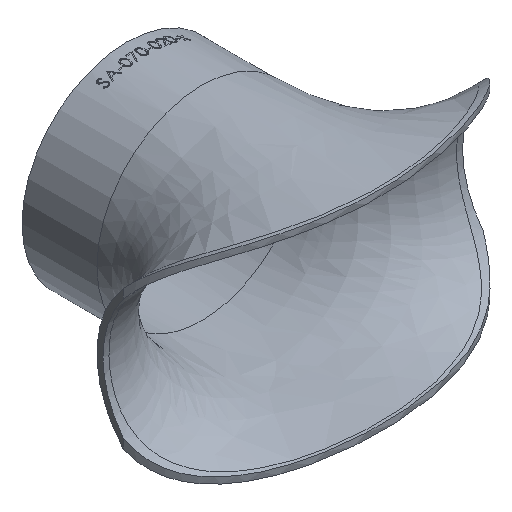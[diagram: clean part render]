
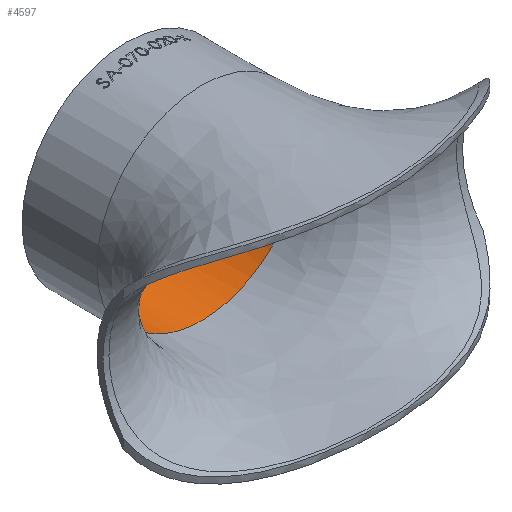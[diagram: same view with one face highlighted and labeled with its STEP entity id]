
A CAD part, isometric view. The second image highlights one B-rep face of the part: STEP entity #4597.
In plain terms, the highlighted cylindrical face has radius 33 mm (diameter 66 mm), a full revolution.
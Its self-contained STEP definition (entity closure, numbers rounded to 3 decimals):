
#119 = CARTESIAN_POINT ( 'NONE',  ( 8.893, 60., 32.076 ) ) ;
#149 = FACE_OUTER_BOUND ( 'NONE', #7230, .T. ) ;
#593 = CARTESIAN_POINT ( 'NONE',  ( -30.824, 60., -11.852 ) ) ;
#1611 = CARTESIAN_POINT ( 'NONE',  ( 16.785, 60., -28.735 ) ) ;
#1753 = CARTESIAN_POINT ( 'NONE',  ( -10.842, 60., -31.194 ) ) ;
#1819 = CARTESIAN_POINT ( 'NONE',  ( 11.852, 60., -30.824 ) ) ;
#2212 = CARTESIAN_POINT ( 'NONE',  ( 28.735, 60., -16.785 ) ) ;
#2290 = CARTESIAN_POINT ( 'NONE',  ( -32.549, 60., 5.575 ) ) ;
#2363 = CARTESIAN_POINT ( 'NONE',  ( -26.318, 60., 20.342 ) ) ;
#2446 = CARTESIAN_POINT ( 'NONE',  ( -32.109, 60., 7.721 ) ) ;
#2526 = CARTESIAN_POINT ( 'NONE',  ( -32.942, 60., -2.265 ) ) ;
#2846 = CIRCLE ( 'NONE', #8977, 33. ) ;
#3363 = CARTESIAN_POINT ( 'NONE',  ( -4.486, 60., -32.717 ) ) ;
#3501 = CARTESIAN_POINT ( 'NONE',  ( 30.824, 60., 11.852 ) ) ;
#3958 = CARTESIAN_POINT ( 'NONE',  ( -30.824, 60., 11.852 ) ) ;
#4011 = DIRECTION ( 'NONE',  ( 0., 1., 0. ) ) ;
#4106 = CARTESIAN_POINT ( 'NONE',  ( -33., 60., -1.132 ) ) ;
#4184 = CARTESIAN_POINT ( 'NONE',  ( -28.735, 60., -16.785 ) ) ;
#4268 = EDGE_CURVE ( 'NONE', #5336, #5336, #2846, .T. ) ;
#4597 = ADVANCED_FACE ( 'NONE', ( #149, #6999 ), #6253, .F. ) ;
#5175 = CARTESIAN_POINT ( 'NONE',  ( 33., 60., -1.132 ) ) ;
#5246 = CARTESIAN_POINT ( 'NONE',  ( -26.318, 60., -20.341 ) ) ;
#5314 = CARTESIAN_POINT ( 'NONE',  ( 30.824, 60., -11.852 ) ) ;
#5336 = VERTEX_POINT ( 'NONE', #15323 ) ;
#5706 = EDGE_CURVE ( 'NONE', #6701, #6701, #12415, .T. ) ;
#5914 = CARTESIAN_POINT ( 'NONE',  ( -32.549, 60., -5.575 ) ) ;
#6253 = CYLINDRICAL_SURFACE ( 'NONE', #7849, 33. ) ;
#6701 = VERTEX_POINT ( 'NONE', #6736 ) ;
#6736 = CARTESIAN_POINT ( 'NONE',  ( 0., 60., 33. ) ) ;
#6771 = CARTESIAN_POINT ( 'NONE',  ( -1.132, 60., -33. ) ) ;
#6999 = FACE_OUTER_BOUND ( 'NONE', #13585, .T. ) ;
#7057 = CARTESIAN_POINT ( 'NONE',  ( 32.942, 60., 2.265 ) ) ;
#7230 = EDGE_LOOP ( 'NONE', ( #18268 ) ) ;
#7519 = CARTESIAN_POINT ( 'NONE',  ( -14.812, 60., 29.571 ) ) ;
#7598 = CARTESIAN_POINT ( 'NONE',  ( -20.199, 60., 26.175 ) ) ;
#7754 = CARTESIAN_POINT ( 'NONE',  ( -31.837, 60., 8.777 ) ) ;
#7849 = AXIS2_PLACEMENT_3D ( 'NONE', #21435, #4011, #10818 ) ;
#8660 = CARTESIAN_POINT ( 'NONE',  ( -8.777, 60., -31.837 ) ) ;
#8726 = CARTESIAN_POINT ( 'NONE',  ( 28.735, 60., 16.784 ) ) ;
#8797 = CARTESIAN_POINT ( 'NONE',  ( 31.194, 60., -10.842 ) ) ;
#8977 = AXIS2_PLACEMENT_3D ( 'NONE', #22379, #10313, #22521 ) ;
#9181 = CARTESIAN_POINT ( 'NONE',  ( -32.109, 60., -7.721 ) ) ;
#9484 = CARTESIAN_POINT ( 'NONE',  ( 0., 60., 33. ) ) ;
#10267 = CARTESIAN_POINT ( 'NONE',  ( 20.341, 60., -26.318 ) ) ;
#10313 = DIRECTION ( 'NONE',  ( 0., 1., 0. ) ) ;
#10337 = CARTESIAN_POINT ( 'NONE',  ( 32.942, 60., -2.265 ) ) ;
#10406 = CARTESIAN_POINT ( 'NONE',  ( 20.343, 60., 26.317 ) ) ;
#10471 = CARTESIAN_POINT ( 'NONE',  ( 33., 60., 1.132 ) ) ;
#10538 = CARTESIAN_POINT ( 'NONE',  ( 0., 60., 33. ) ) ;
#10818 = DIRECTION ( 'NONE',  ( 0., 0., 1. ) ) ;
#11066 = CARTESIAN_POINT ( 'NONE',  ( -4.559, 60., 33. ) ) ;
#11229 = CARTESIAN_POINT ( 'NONE',  ( -32.717, 60., 4.486 ) ) ;
#12007 = CARTESIAN_POINT ( 'NONE',  ( 31.194, 60., 10.842 ) ) ;
#12155 = CARTESIAN_POINT ( 'NONE',  ( 8.777, 60., -31.837 ) ) ;
#12227 = CARTESIAN_POINT ( 'NONE',  ( 32.717, 60., -4.486 ) ) ;
#12297 = CARTESIAN_POINT ( 'NONE',  ( 32.109, 60., -7.721 ) ) ;
#12415 = B_SPLINE_CURVE_WITH_KNOTS ( 'NONE', 3,
 ( #10538, #19181, #119, #17287, #10406, #22614, #8726, #3501, #12007, #19246, #20923, #15709, #15565, #7057, #10471, #5175, #10337, #12227, #18971, #12297, #22546, #8797, #5314, #2212, #22474, #10267, #1611, #1819, #17503, #12155, #13846, #17353, #13980, #14361, #13774, #6771, #20994, #3363, #19110, #15499, #8660, #1753, #15423, #17214, #13916, #5246, #4184, #593, #14510, #17958, #9181, #5914, #14668, #2526, #4106, #12840, #12758, #11229, #2290, #2446, #7754, #21383, #3958, #18120, #2363, #21455, #7598, #12918, #7519, #16333, #11066, #9484 ),
 .UNSPECIFIED., .T., .F.,
 ( 4, 2, 2, 2, 2, 2, 2, 2, 2, 2, 2, 2, 2, 2, 2, 2, 2, 2, 2, 2, 2, 2, 2, 2, 2, 2, 2, 2, 2, 2, 2, 2, 2, 2, 2, 4 ),
 ( 0., 0.062, 0.125, 0.187, 0.203, 0.219, 0.234, 0.25, 0.266, 0.281, 0.297, 0.312, 0.375, 0.437, 0.453, 0.469, 0.484, 0.5, 0.516, 0.531, 0.547, 0.562, 0.625, 0.687, 0.703, 0.719, 0.734, 0.75, 0.766, 0.781, 0.797, 0.812, 0.875, 0.906, 0.937, 1. ),
 .UNSPECIFIED. ) ;
#12758 = CARTESIAN_POINT ( 'NONE',  ( -32.942, 60., 2.265 ) ) ;
#12840 = CARTESIAN_POINT ( 'NONE',  ( -33., 60., 1.132 ) ) ;
#12918 = CARTESIAN_POINT ( 'NONE',  ( -16.687, 60., 28.549 ) ) ;
#13585 = EDGE_LOOP ( 'NONE', ( #14733 ) ) ;
#13774 = CARTESIAN_POINT ( 'NONE',  ( 1.132, 60., -33. ) ) ;
#13846 = CARTESIAN_POINT ( 'NONE',  ( 7.721, 60., -32.109 ) ) ;
#13916 = CARTESIAN_POINT ( 'NONE',  ( -20.341, 60., -26.318 ) ) ;
#13980 = CARTESIAN_POINT ( 'NONE',  ( 4.486, 60., -32.717 ) ) ;
#14361 = CARTESIAN_POINT ( 'NONE',  ( 2.265, 60., -32.942 ) ) ;
#14510 = CARTESIAN_POINT ( 'NONE',  ( -31.194, 60., -10.842 ) ) ;
#14668 = CARTESIAN_POINT ( 'NONE',  ( -32.717, 60., -4.486 ) ) ;
#14733 = ORIENTED_EDGE ( 'NONE', *, *, #4268, .T. ) ;
#15323 = CARTESIAN_POINT ( 'NONE',  ( 0., 85., 33. ) ) ;
#15423 = CARTESIAN_POINT ( 'NONE',  ( -11.852, 60., -30.824 ) ) ;
#15499 = CARTESIAN_POINT ( 'NONE',  ( -7.721, 60., -32.109 ) ) ;
#15565 = CARTESIAN_POINT ( 'NONE',  ( 32.717, 60., 4.486 ) ) ;
#15709 = CARTESIAN_POINT ( 'NONE',  ( 32.549, 60., 5.575 ) ) ;
#16333 = CARTESIAN_POINT ( 'NONE',  ( -8.893, 60., 32.076 ) ) ;
#17214 = CARTESIAN_POINT ( 'NONE',  ( -16.785, 60., -28.735 ) ) ;
#17287 = CARTESIAN_POINT ( 'NONE',  ( 16.785, 60., 28.736 ) ) ;
#17353 = CARTESIAN_POINT ( 'NONE',  ( 5.575, 60., -32.549 ) ) ;
#17503 = CARTESIAN_POINT ( 'NONE',  ( 10.842, 60., -31.194 ) ) ;
#17958 = CARTESIAN_POINT ( 'NONE',  ( -31.837, 60., -8.777 ) ) ;
#18120 = CARTESIAN_POINT ( 'NONE',  ( -28.735, 60., 16.784 ) ) ;
#18268 = ORIENTED_EDGE ( 'NONE', *, *, #5706, .F. ) ;
#18971 = CARTESIAN_POINT ( 'NONE',  ( 32.549, 60., -5.575 ) ) ;
#19110 = CARTESIAN_POINT ( 'NONE',  ( -5.575, 60., -32.549 ) ) ;
#19181 = CARTESIAN_POINT ( 'NONE',  ( 4.559, 60., 33. ) ) ;
#19246 = CARTESIAN_POINT ( 'NONE',  ( 31.837, 60., 8.777 ) ) ;
#20923 = CARTESIAN_POINT ( 'NONE',  ( 32.109, 60., 7.721 ) ) ;
#20994 = CARTESIAN_POINT ( 'NONE',  ( -2.265, 60., -32.942 ) ) ;
#21383 = CARTESIAN_POINT ( 'NONE',  ( -31.194, 60., 10.842 ) ) ;
#21435 = CARTESIAN_POINT ( 'NONE',  ( 0., 60., 0. ) ) ;
#21455 = CARTESIAN_POINT ( 'NONE',  ( -21.836, 60., 24.823 ) ) ;
#22379 = CARTESIAN_POINT ( 'NONE',  ( 0., 85., 0. ) ) ;
#22474 = CARTESIAN_POINT ( 'NONE',  ( 26.318, 60., -20.341 ) ) ;
#22521 = DIRECTION ( 'NONE',  ( 0., 0., 1. ) ) ;
#22546 = CARTESIAN_POINT ( 'NONE',  ( 31.837, 60., -8.777 ) ) ;
#22614 = CARTESIAN_POINT ( 'NONE',  ( 26.318, 60., 20.342 ) ) ;
